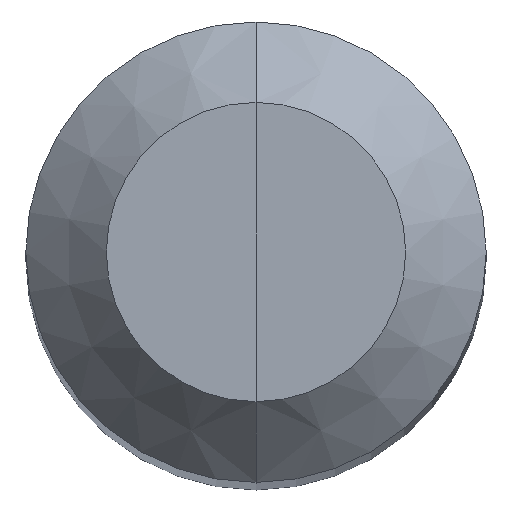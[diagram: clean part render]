
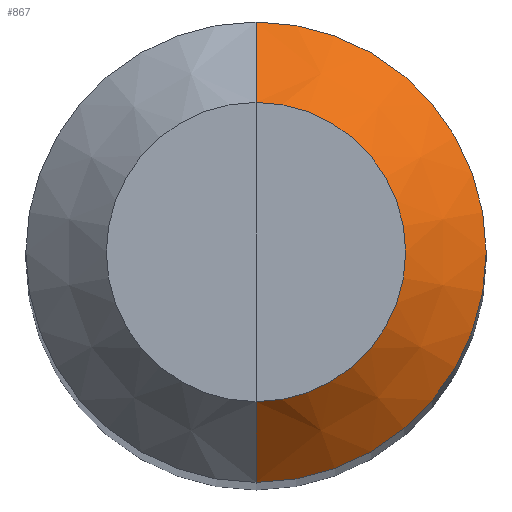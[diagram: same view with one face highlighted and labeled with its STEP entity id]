
A CAD part, top view. The second image highlights one B-rep face of the part: STEP entity #867.
In plain terms, the highlighted conical face has half-angle 45 degrees and reference radius 2 mm.
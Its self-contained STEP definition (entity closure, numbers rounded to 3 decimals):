
#753 = CYLINDRICAL_SURFACE('',#754,2.);
#754 = AXIS2_PLACEMENT_3D('',#755,#756,#757);
#755 = CARTESIAN_POINT('',(0.,0.,-38.333));
#756 = DIRECTION('',(0.,0.,1.));
#757 = DIRECTION('',(0.,-1.,0.));
#791 = VERTEX_POINT('',#792);
#792 = CARTESIAN_POINT('',(0.,2.,-0.7));
#818 = EDGE_CURVE('',#819,#791,#821,.T.);
#819 = VERTEX_POINT('',#820);
#820 = CARTESIAN_POINT('',(0.,-2.,-0.7));
#821 = SURFACE_CURVE('',#822,(#827,#834),.PCURVE_S1.);
#822 = CIRCLE('',#823,2.);
#823 = AXIS2_PLACEMENT_3D('',#824,#825,#826);
#824 = CARTESIAN_POINT('',(0.,0.,-0.7));
#825 = DIRECTION('',(0.,0.,1.));
#826 = DIRECTION('',(0.,-1.,0.));
#827 = PCURVE('',#753,#828);
#828 = DEFINITIONAL_REPRESENTATION('',(#829),#833);
#829 = LINE('',#830,#831);
#830 = CARTESIAN_POINT('',(0.,37.633));
#831 = VECTOR('',#832,1.);
#832 = DIRECTION('',(1.,0.));
#833 = ( GEOMETRIC_REPRESENTATION_CONTEXT(2) 
PARAMETRIC_REPRESENTATION_CONTEXT() REPRESENTATION_CONTEXT('2D SPACE',''
  ) );
#834 = PCURVE('',#835,#840);
#835 = CONICAL_SURFACE('',#836,2.,0.785);
#836 = AXIS2_PLACEMENT_3D('',#837,#838,#839);
#837 = CARTESIAN_POINT('',(0.,0.,-0.7));
#838 = DIRECTION('',(-0.,-0.,-1.));
#839 = DIRECTION('',(0.,-1.,0.));
#840 = DEFINITIONAL_REPRESENTATION('',(#841),#845);
#841 = LINE('',#842,#843);
#842 = CARTESIAN_POINT('',(-0.,-0.));
#843 = VECTOR('',#844,1.);
#844 = DIRECTION('',(-1.,-0.));
#845 = ( GEOMETRIC_REPRESENTATION_CONTEXT(2) 
PARAMETRIC_REPRESENTATION_CONTEXT() REPRESENTATION_CONTEXT('2D SPACE',''
  ) );
#867 = ADVANCED_FACE('',(#868),#835,.T.);
#868 = FACE_BOUND('',#869,.T.);
#869 = EDGE_LOOP('',(#870,#871,#899,#928));
#870 = ORIENTED_EDGE('',*,*,#818,.T.);
#871 = ORIENTED_EDGE('',*,*,#872,.T.);
#872 = EDGE_CURVE('',#791,#873,#875,.T.);
#873 = VERTEX_POINT('',#874);
#874 = CARTESIAN_POINT('',(0.,1.3,0.));
#875 = SURFACE_CURVE('',#876,(#880,#887),.PCURVE_S1.);
#876 = LINE('',#877,#878);
#877 = CARTESIAN_POINT('',(0.,2.,-0.7));
#878 = VECTOR('',#879,1.);
#879 = DIRECTION('',(0.,-0.707,0.707)
  );
#880 = PCURVE('',#835,#881);
#881 = DEFINITIONAL_REPRESENTATION('',(#882),#886);
#882 = LINE('',#883,#884);
#883 = CARTESIAN_POINT('',(-3.142,-0.));
#884 = VECTOR('',#885,1.);
#885 = DIRECTION('',(-0.,-1.));
#886 = ( GEOMETRIC_REPRESENTATION_CONTEXT(2) 
PARAMETRIC_REPRESENTATION_CONTEXT() REPRESENTATION_CONTEXT('2D SPACE',''
  ) );
#887 = PCURVE('',#888,#893);
#888 = CONICAL_SURFACE('',#889,2.,0.785);
#889 = AXIS2_PLACEMENT_3D('',#890,#891,#892);
#890 = CARTESIAN_POINT('',(0.,0.,-0.7));
#891 = DIRECTION('',(-0.,-0.,-1.));
#892 = DIRECTION('',(0.,-1.,0.));
#893 = DEFINITIONAL_REPRESENTATION('',(#894),#898);
#894 = LINE('',#895,#896);
#895 = CARTESIAN_POINT('',(3.142,-0.));
#896 = VECTOR('',#897,1.);
#897 = DIRECTION('',(0.,-1.));
#898 = ( GEOMETRIC_REPRESENTATION_CONTEXT(2) 
PARAMETRIC_REPRESENTATION_CONTEXT() REPRESENTATION_CONTEXT('2D SPACE',''
  ) );
#899 = ORIENTED_EDGE('',*,*,#900,.F.);
#900 = EDGE_CURVE('',#901,#873,#903,.T.);
#901 = VERTEX_POINT('',#902);
#902 = CARTESIAN_POINT('',(0.,-1.3,0.));
#903 = SURFACE_CURVE('',#904,(#909,#916),.PCURVE_S1.);
#904 = CIRCLE('',#905,1.3);
#905 = AXIS2_PLACEMENT_3D('',#906,#907,#908);
#906 = CARTESIAN_POINT('',(0.,0.,0.));
#907 = DIRECTION('',(0.,0.,1.));
#908 = DIRECTION('',(0.,-1.,0.));
#909 = PCURVE('',#835,#910);
#910 = DEFINITIONAL_REPRESENTATION('',(#911),#915);
#911 = LINE('',#912,#913);
#912 = CARTESIAN_POINT('',(-0.,-0.7));
#913 = VECTOR('',#914,1.);
#914 = DIRECTION('',(-1.,-0.));
#915 = ( GEOMETRIC_REPRESENTATION_CONTEXT(2) 
PARAMETRIC_REPRESENTATION_CONTEXT() REPRESENTATION_CONTEXT('2D SPACE',''
  ) );
#916 = PCURVE('',#917,#922);
#917 = PLANE('',#918);
#918 = AXIS2_PLACEMENT_3D('',#919,#920,#921);
#919 = CARTESIAN_POINT('',(0.,0.,0.));
#920 = DIRECTION('',(0.,0.,1.));
#921 = DIRECTION('',(0.,-1.,0.));
#922 = DEFINITIONAL_REPRESENTATION('',(#923),#927);
#923 = CIRCLE('',#924,1.3);
#924 = AXIS2_PLACEMENT_2D('',#925,#926);
#925 = CARTESIAN_POINT('',(0.,0.));
#926 = DIRECTION('',(1.,0.));
#927 = ( GEOMETRIC_REPRESENTATION_CONTEXT(2) 
PARAMETRIC_REPRESENTATION_CONTEXT() REPRESENTATION_CONTEXT('2D SPACE',''
  ) );
#928 = ORIENTED_EDGE('',*,*,#929,.F.);
#929 = EDGE_CURVE('',#819,#901,#930,.T.);
#930 = SURFACE_CURVE('',#931,(#935,#942),.PCURVE_S1.);
#931 = LINE('',#932,#933);
#932 = CARTESIAN_POINT('',(0.,-2.,-0.7));
#933 = VECTOR('',#934,1.);
#934 = DIRECTION('',(0.,0.707,0.707));
#935 = PCURVE('',#835,#936);
#936 = DEFINITIONAL_REPRESENTATION('',(#937),#941);
#937 = LINE('',#938,#939);
#938 = CARTESIAN_POINT('',(-0.,-0.));
#939 = VECTOR('',#940,1.);
#940 = DIRECTION('',(-0.,-1.));
#941 = ( GEOMETRIC_REPRESENTATION_CONTEXT(2) 
PARAMETRIC_REPRESENTATION_CONTEXT() REPRESENTATION_CONTEXT('2D SPACE',''
  ) );
#942 = PCURVE('',#888,#943);
#943 = DEFINITIONAL_REPRESENTATION('',(#944),#948);
#944 = LINE('',#945,#946);
#945 = CARTESIAN_POINT('',(0.,-0.));
#946 = VECTOR('',#947,1.);
#947 = DIRECTION('',(0.,-1.));
#948 = ( GEOMETRIC_REPRESENTATION_CONTEXT(2) 
PARAMETRIC_REPRESENTATION_CONTEXT() REPRESENTATION_CONTEXT('2D SPACE',''
  ) );
